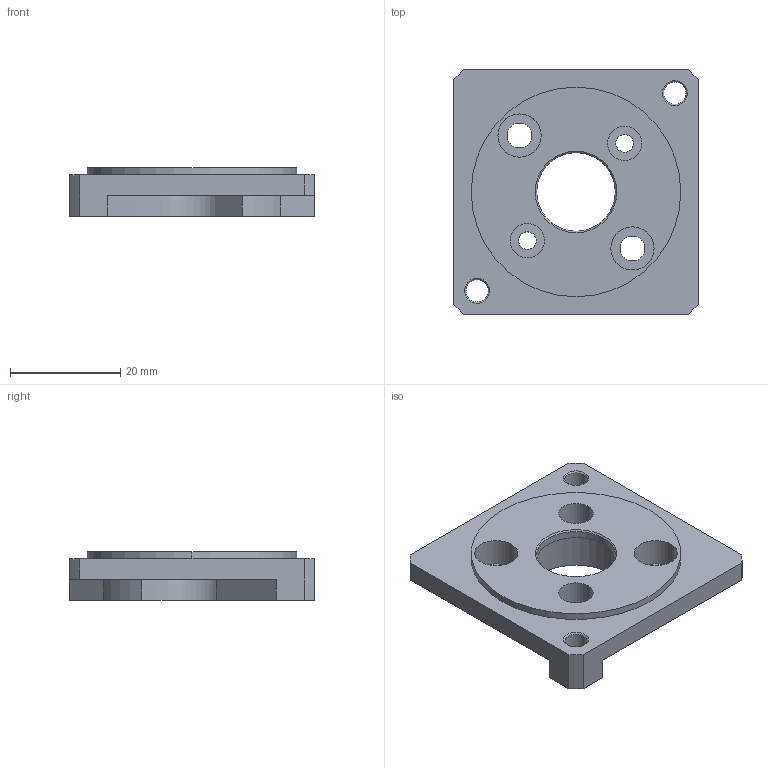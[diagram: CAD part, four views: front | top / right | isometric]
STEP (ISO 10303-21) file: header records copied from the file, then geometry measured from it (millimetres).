
FILE_DESCRIPTION (( 'STEP AP203' ), '1' );
FILE_NAME ('am-3765 - 57 Sport Motor Block.STEP', '2017-11-14T14:43:05', ( '' ), ( '' ), 'SwSTEP 2.0', 'SolidWorks 2017', '' );
FILE_SCHEMA (( 'CONFIG_CONTROL_DESIGN' ));
Length unit declared in the file: inch
Products named in the file (1): am-3765 - 57 Sport Motor Block
Bounding box: 44.45 x 44.45 x 8.89 mm (x, y, z)
Volume: 8989.9 mm3; surface area: 6235.5 mm2
Topology: 1 solids, 1 shells, 57 faces, 141 edges, 92 vertices
Faces by surface type: cylinder 32, plane 15, cone 6, bspline 4
Entity records: 1904 total; most frequent: CARTESIAN_POINT 399, DIRECTION 311, ORIENTED_EDGE 282, EDGE_CURVE 141, AXIS2_PLACEMENT_3D 124, VERTEX_POINT 92, EDGE_LOOP 77, CIRCLE 70
